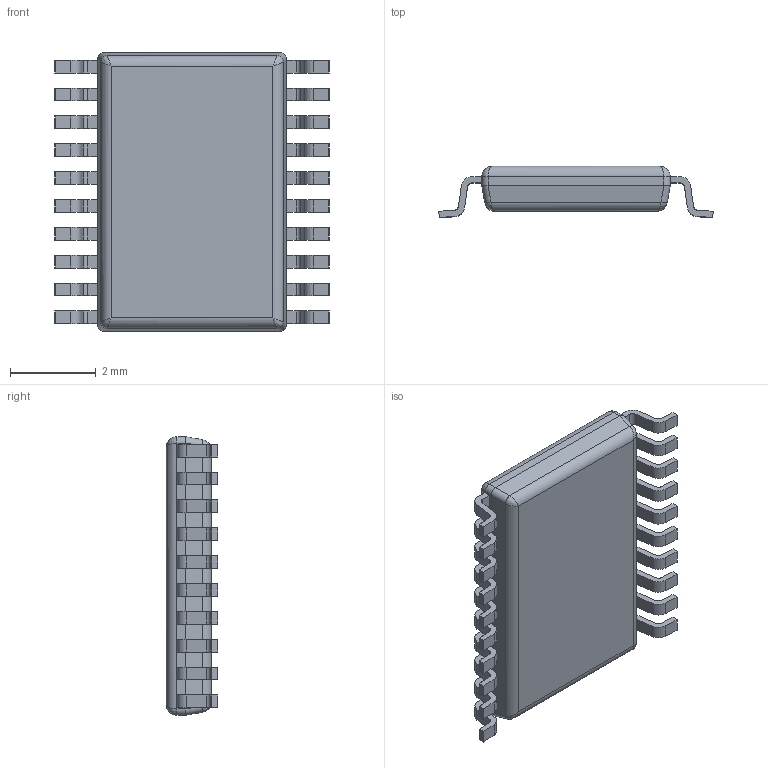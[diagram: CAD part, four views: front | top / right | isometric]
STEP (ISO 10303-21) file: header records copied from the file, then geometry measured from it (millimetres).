
FILE_DESCRIPTION (( 'STEP AP214' ), '1' );
FILE_NAME ('Nuvoton Technology MS51FB9AE.STEP', '2023-01-25T03:39:54', ( '' ), ( '' ), 'SwSTEP 2.0', 'SolidWorks 2021', '' );
FILE_SCHEMA (( 'AUTOMOTIVE_DESIGN' ));
Length unit declared in the file: millimetre
Products named in the file (1): Nuvoton Technology MS51FB9AE
Bounding box: 6.4 x 1.2 x 6.5 mm (x, y, z)
Volume: 30.2 mm3; surface area: 103.6 mm2
Topology: 22 solids, 22 shells, 321 faces, 812 edges, 528 vertices
Faces by surface type: plane 213, cylinder 100, bspline 8
Entity records: 9897 total; most frequent: CARTESIAN_POINT 1922, ORIENTED_EDGE 1608, DIRECTION 1580, EDGE_CURVE 804, LINE 600, VECTOR 600, VERTEX_POINT 528, AXIS2_PLACEMENT_3D 490
